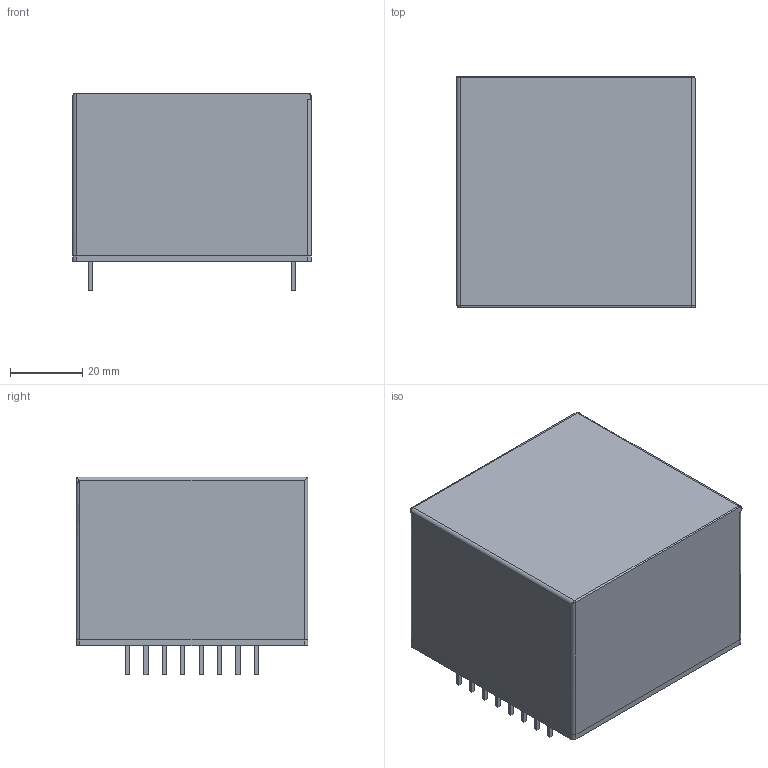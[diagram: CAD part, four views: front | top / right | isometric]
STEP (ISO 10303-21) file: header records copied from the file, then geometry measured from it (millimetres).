
FILE_DESCRIPTION(/* description */ (''),/* implementation_level */ '2;1');
FILE_NAME(/* name */ 'SENS_CAEN_CT.stp',/* time_stamp */ '2016-05-20T14:33:31+02:00',/* author */ ('riccim'),/* organization */ (''),/* preprocessor_version */ 'ST-DEVELOPER v15.5',/* originating_system */ 'AutoCAD Mechanical',/* authorisation */ '');
FILE_SCHEMA (('AUTOMOTIVE_DESIGN { 1 0 10303 214 3 1 1 }'));
Length unit declared in the file: millimetre
Products named in the file (1): Product
Bounding box: 66 x 64 x 54.7 mm (x, y, z)
Volume: 196940 mm3; surface area: 29498.9 mm2
Topology: 18 solids, 18 shells, 124 faces, 260 edges, 171 vertices
Faces by surface type: plane 108, cylinder 12, sphere 4
Entity records: 3335 total; most frequent: CARTESIAN_POINT 622, DIRECTION 530, ORIENTED_EDGE 518, EDGE_CURVE 259, LINE 228, VECTOR 228, VERTEX_POINT 171, AXIS2_PLACEMENT_3D 151
